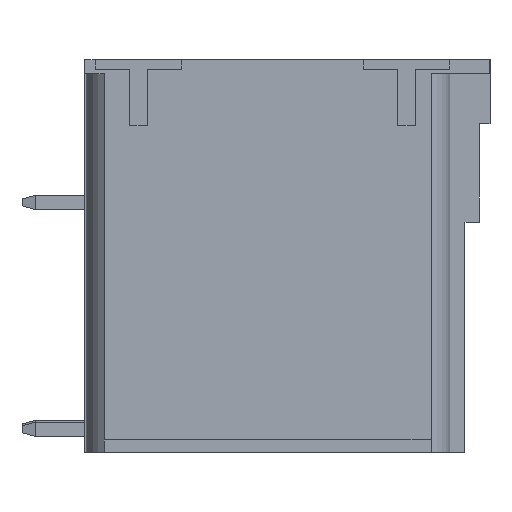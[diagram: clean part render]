
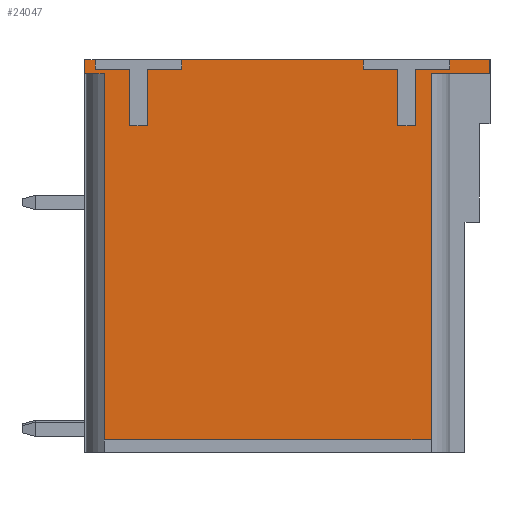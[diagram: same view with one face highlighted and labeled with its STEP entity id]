
A CAD part, left-side view. The second image highlights one B-rep face of the part: STEP entity #24047.
In plain terms, the highlighted planar face has unit normal (-1, 0, 0).
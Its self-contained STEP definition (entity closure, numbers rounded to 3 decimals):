
#5839=ORIENTED_EDGE('',*,*,#7171,.T.);
#5840=ORIENTED_EDGE('',*,*,#7581,.T.);
#5841=ORIENTED_EDGE('',*,*,#9907,.T.);
#5842=ORIENTED_EDGE('',*,*,#9909,.T.);
#5843=ORIENTED_EDGE('',*,*,#9911,.T.);
#5844=ORIENTED_EDGE('',*,*,#9913,.T.);
#5845=ORIENTED_EDGE('',*,*,#9915,.T.);
#5846=ORIENTED_EDGE('',*,*,#9917,.T.);
#5847=ORIENTED_EDGE('',*,*,#9918,.T.);
#5848=ORIENTED_EDGE('',*,*,#7578,.T.);
#5849=ORIENTED_EDGE('',*,*,#9920,.T.);
#5850=ORIENTED_EDGE('',*,*,#9922,.T.);
#5851=ORIENTED_EDGE('',*,*,#9924,.T.);
#5852=ORIENTED_EDGE('',*,*,#9926,.T.);
#5853=ORIENTED_EDGE('',*,*,#9928,.T.);
#5854=ORIENTED_EDGE('',*,*,#9930,.T.);
#5855=ORIENTED_EDGE('',*,*,#9931,.T.);
#5856=ORIENTED_EDGE('',*,*,#7575,.T.);
#5857=ORIENTED_EDGE('',*,*,#7215,.T.);
#5858=ORIENTED_EDGE('',*,*,#7307,.T.);
#5859=ORIENTED_EDGE('',*,*,#9862,.T.);
#5860=ORIENTED_EDGE('',*,*,#9905,.T.);
#5861=ORIENTED_EDGE('',*,*,#9878,.T.);
#5862=ORIENTED_EDGE('',*,*,#7311,.F.);
#7171=EDGE_CURVE('',#10562,#10561,#12767,.T.);
#7215=EDGE_CURVE('',#10606,#10605,#12811,.T.);
#7307=EDGE_CURVE('',#10605,#10685,#12897,.T.);
#7311=EDGE_CURVE('',#10562,#10689,#12900,.T.);
#7575=EDGE_CURVE('',#10944,#10606,#13151,.T.);
#7578=EDGE_CURVE('',#10946,#10945,#13154,.T.);
#7581=EDGE_CURVE('',#10561,#10947,#13157,.T.);
#9862=EDGE_CURVE('',#10685,#12329,#15286,.T.);
#9878=EDGE_CURVE('',#12334,#10689,#15302,.T.);
#9905=EDGE_CURVE('',#12329,#12334,#15327,.T.);
#9907=EDGE_CURVE('',#10947,#12349,#15329,.T.);
#9909=EDGE_CURVE('',#12349,#12350,#15331,.T.);
#9911=EDGE_CURVE('',#12350,#12351,#15333,.T.);
#9913=EDGE_CURVE('',#12351,#12352,#15335,.T.);
#9915=EDGE_CURVE('',#12352,#12353,#15337,.T.);
#9917=EDGE_CURVE('',#12353,#12354,#15339,.T.);
#9918=EDGE_CURVE('',#12354,#10946,#15340,.T.);
#9920=EDGE_CURVE('',#10945,#12355,#15342,.T.);
#9922=EDGE_CURVE('',#12355,#12356,#15344,.T.);
#9924=EDGE_CURVE('',#12356,#12357,#15346,.T.);
#9926=EDGE_CURVE('',#12357,#12358,#15348,.T.);
#9928=EDGE_CURVE('',#12358,#12359,#15350,.T.);
#9930=EDGE_CURVE('',#12359,#12360,#15352,.T.);
#9931=EDGE_CURVE('',#12360,#10944,#15353,.T.);
#10561=VERTEX_POINT('',#31997);
#10562=VERTEX_POINT('',#31999);
#10605=VERTEX_POINT('',#32086);
#10606=VERTEX_POINT('',#32088);
#10685=VERTEX_POINT('',#32269);
#10689=VERTEX_POINT('',#32279);
#10944=VERTEX_POINT('',#32809);
#10945=VERTEX_POINT('',#32812);
#10946=VERTEX_POINT('',#32814);
#10947=VERTEX_POINT('',#32817);
#12329=VERTEX_POINT('',#37402);
#12334=VERTEX_POINT('',#37435);
#12349=VERTEX_POINT('',#37497);
#12350=VERTEX_POINT('',#37501);
#12351=VERTEX_POINT('',#37505);
#12352=VERTEX_POINT('',#37509);
#12353=VERTEX_POINT('',#37513);
#12354=VERTEX_POINT('',#37517);
#12355=VERTEX_POINT('',#37523);
#12356=VERTEX_POINT('',#37527);
#12357=VERTEX_POINT('',#37531);
#12358=VERTEX_POINT('',#37535);
#12359=VERTEX_POINT('',#37539);
#12360=VERTEX_POINT('',#37543);
#12767=LINE('',#31998,#15961);
#12811=LINE('',#32087,#16005);
#12897=LINE('',#32271,#16091);
#12900=LINE('',#32278,#16094);
#13151=LINE('',#32808,#16345);
#13154=LINE('',#32813,#16348);
#13157=LINE('',#32818,#16351);
#15286=LINE('',#37403,#18480);
#15302=LINE('',#37436,#18496);
#15327=LINE('',#37494,#18521);
#15329=LINE('',#37498,#18523);
#15331=LINE('',#37502,#18525);
#15333=LINE('',#37506,#18527);
#15335=LINE('',#37510,#18529);
#15337=LINE('',#37514,#18531);
#15339=LINE('',#37518,#18533);
#15340=LINE('',#37520,#18534);
#15342=LINE('',#37524,#18536);
#15344=LINE('',#37528,#18538);
#15346=LINE('',#37532,#18540);
#15348=LINE('',#37536,#18542);
#15350=LINE('',#37540,#18544);
#15352=LINE('',#37544,#18546);
#15353=LINE('',#37546,#18547);
#15961=VECTOR('',#25897,1000.);
#16005=VECTOR('',#25943,1000.);
#16091=VECTOR('',#26063,1000.);
#16094=VECTOR('',#26070,1000.);
#16345=VECTOR('',#26369,1000.);
#16348=VECTOR('',#26372,1000.);
#16351=VECTOR('',#26375,1000.);
#18480=VECTOR('',#30652,1000.);
#18496=VECTOR('',#30692,1000.);
#18521=VECTOR('',#30755,1000.);
#18523=VECTOR('',#30759,1000.);
#18525=VECTOR('',#30763,1000.);
#18527=VECTOR('',#30767,1000.);
#18529=VECTOR('',#30771,1000.);
#18531=VECTOR('',#30775,1000.);
#18533=VECTOR('',#30779,1000.);
#18534=VECTOR('',#30782,1000.);
#18536=VECTOR('',#30786,1000.);
#18538=VECTOR('',#30790,1000.);
#18540=VECTOR('',#30794,1000.);
#18542=VECTOR('',#30798,1000.);
#18544=VECTOR('',#30802,1000.);
#18546=VECTOR('',#30806,1000.);
#18547=VECTOR('',#30809,1000.);
#20213=EDGE_LOOP('',(#5839,#5840,#5841,#5842,#5843,#5844,#5845,#5846,#5847,
#5848,#5849,#5850,#5851,#5852,#5853,#5854,#5855,#5856,#5857,#5858,#5859,
#5860,#5861,#5862));
#21583=FACE_BOUND('',#20213,.T.);
#22817=PLANE('',#25592);
#24047=ADVANCED_FACE('',(#21583),#22817,.T.);
#25592=AXIS2_PLACEMENT_3D('',#37547,#30810,#30811);
#25897=DIRECTION('',(0.,0.,1.));
#25943=DIRECTION('',(0.,0.,-1.));
#26063=DIRECTION('',(0.,-1.,0.));
#26070=DIRECTION('',(0.,1.,0.));
#26369=DIRECTION('',(0.,1.,0.));
#26372=DIRECTION('',(0.,1.,0.));
#26375=DIRECTION('',(0.,1.,0.));
#30652=DIRECTION('',(0.,0.,-1.));
#30692=DIRECTION('',(0.,0.,1.));
#30755=DIRECTION('',(0.,-1.,0.));
#30759=DIRECTION('',(0.,0.,-1.));
#30763=DIRECTION('',(0.,1.,0.));
#30767=DIRECTION('',(0.,0.,-1.));
#30771=DIRECTION('',(0.,1.,0.));
#30775=DIRECTION('',(0.,0.,1.));
#30779=DIRECTION('',(0.,1.,0.));
#30782=DIRECTION('',(0.,0.,1.));
#30786=DIRECTION('',(0.,0.,-1.));
#30790=DIRECTION('',(0.,1.,0.));
#30794=DIRECTION('',(0.,0.,-1.));
#30798=DIRECTION('',(0.,1.,0.));
#30802=DIRECTION('',(0.,0.,1.));
#30806=DIRECTION('',(0.,1.,0.));
#30809=DIRECTION('',(0.,0.,1.));
#30810=DIRECTION('',(-1.,0.,0.));
#30811=DIRECTION('',(0.,0.,1.));
#31997=CARTESIAN_POINT('',(-20.335,-11.35,0.));
#31998=CARTESIAN_POINT('',(-20.335,-11.35,-1.5));
#31999=CARTESIAN_POINT('',(-20.335,-11.35,-0.8));
#32086=CARTESIAN_POINT('',(-20.335,11.35,-0.8));
#32087=CARTESIAN_POINT('',(-20.335,11.35,0.));
#32088=CARTESIAN_POINT('',(-20.335,11.35,0.));
#32269=CARTESIAN_POINT('',(-20.335,10.25,-0.8));
#32271=CARTESIAN_POINT('',(-20.335,11.35,-0.8));
#32278=CARTESIAN_POINT('',(-20.335,-6.574,-0.8));
#32279=CARTESIAN_POINT('',(-20.335,-8.05,-0.8));
#32808=CARTESIAN_POINT('',(-20.335,10.75,0.));
#32809=CARTESIAN_POINT('',(-20.335,10.75,0.));
#32812=CARTESIAN_POINT('',(-20.335,5.9,0.));
#32813=CARTESIAN_POINT('',(-20.335,-4.25,0.));
#32814=CARTESIAN_POINT('',(-20.335,-4.25,0.));
#32817=CARTESIAN_POINT('',(-20.335,-9.1,0.));
#32818=CARTESIAN_POINT('',(-20.335,-11.35,0.));
#37402=CARTESIAN_POINT('',(-20.335,10.25,-21.3));
#37403=CARTESIAN_POINT('',(-20.335,10.25,-0.8));
#37435=CARTESIAN_POINT('',(-20.335,-8.05,-21.3));
#37436=CARTESIAN_POINT('',(-20.335,-8.05,-0.8));
#37494=CARTESIAN_POINT('',(-20.335,10.25,-21.3));
#37497=CARTESIAN_POINT('',(-20.335,-9.1,-0.55));
#37498=CARTESIAN_POINT('',(-20.335,-9.1,0.));
#37501=CARTESIAN_POINT('',(-20.335,-7.175,-0.55));
#37502=CARTESIAN_POINT('',(-20.335,-9.1,-0.55));
#37505=CARTESIAN_POINT('',(-20.335,-7.175,-3.7));
#37506=CARTESIAN_POINT('',(-20.335,-7.175,-0.55));
#37509=CARTESIAN_POINT('',(-20.335,-6.175,-3.7));
#37510=CARTESIAN_POINT('',(-20.335,-7.175,-3.7));
#37513=CARTESIAN_POINT('',(-20.335,-6.175,-0.55));
#37514=CARTESIAN_POINT('',(-20.335,-6.175,-3.7));
#37517=CARTESIAN_POINT('',(-20.335,-4.25,-0.55));
#37518=CARTESIAN_POINT('',(-20.335,-6.175,-0.55));
#37520=CARTESIAN_POINT('',(-20.335,-4.25,-0.55));
#37523=CARTESIAN_POINT('',(-20.335,5.9,-0.55));
#37524=CARTESIAN_POINT('',(-20.335,5.9,0.));
#37527=CARTESIAN_POINT('',(-20.335,7.825,-0.55));
#37528=CARTESIAN_POINT('',(-20.335,5.9,-0.55));
#37531=CARTESIAN_POINT('',(-20.335,7.825,-3.7));
#37532=CARTESIAN_POINT('',(-20.335,7.825,-0.55));
#37535=CARTESIAN_POINT('',(-20.335,8.825,-3.7));
#37536=CARTESIAN_POINT('',(-20.335,7.825,-3.7));
#37539=CARTESIAN_POINT('',(-20.335,8.825,-0.55));
#37540=CARTESIAN_POINT('',(-20.335,8.825,-3.7));
#37543=CARTESIAN_POINT('',(-20.335,10.75,-0.55));
#37544=CARTESIAN_POINT('',(-20.335,8.825,-0.55));
#37546=CARTESIAN_POINT('',(-20.335,10.75,-0.55));
#37547=CARTESIAN_POINT('',(-20.335,0.,0.));
